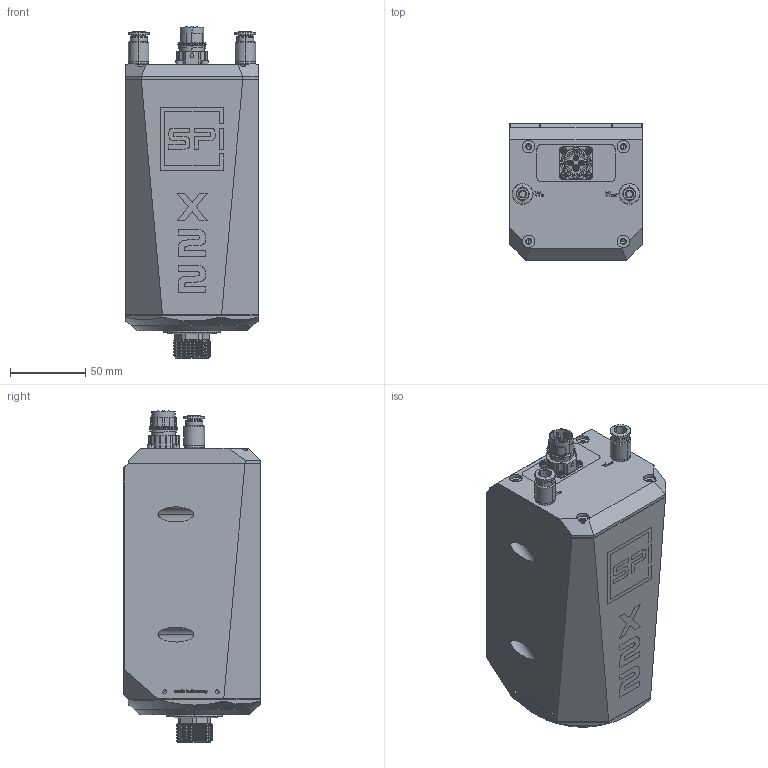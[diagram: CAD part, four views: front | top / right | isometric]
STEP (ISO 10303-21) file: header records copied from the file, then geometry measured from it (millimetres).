
FILE_DESCRIPTION (( 'STEP AP214' ), '1' );
FILE_NAME ('X22-F-ER20 STEP.STEP', '2024-08-16T05:55:15', ( '' ), ( '' ), 'SwSTEP 2.0', 'SolidWorks 2020', '' );
FILE_SCHEMA (( 'AUTOMOTIVE_DESIGN' ));
Length unit declared in the file: millimetre
Products named in the file (18): C00007_C00007; C00053_C00019; B00015_B00015; B00012_B00012; B00051_B00035; C00098; C00006_C00006; X22-F-ER20 STEP; C00097; C00707; B00013_B00013; B00024_Laserung; C00049_C00004; C00113; Teil1^X22 Master Kunden-CAD; B00011_B00011; C00117; B00016_B00016
Assembly tree (42 placements, depth 2):
  X22-F-ER20 STEP
    B00013_B00013
    C00007_C00007
    C00117  x4
    C00098  x8
    B00011_B00011
    C00707  x4
    B00024_Laserung
    C00097  x6
    B00012_B00012
    B00016_B00016
    B00015_B00015
    C00006_C00006  x2
    B00051_B00035
    C00049_C00004
    C00053_C00019  x4
    C00113  x4
    Teil1^X22 Master Kunden-CAD
Bounding box: 88 x 91 x 220.95 mm (x, y, z)
Volume: 1259021.1 mm3; surface area: 240226.2 mm2
Topology: 43 solids, 43 shells, 4974 faces, 13003 edges, 8438 vertices
Faces by surface type: plane 2082, bspline 1288, cylinder 1053, cone 448, torus 103
Entity records: 224629 total; most frequent: CARTESIAN_POINT 98049, ORIENTED_EDGE 22046, DIRECTION 15410, EDGE_CURVE 11023, VERTEX_POINT 7260, LINE 6736, VECTOR 6736, EDGE_LOOP 4713
